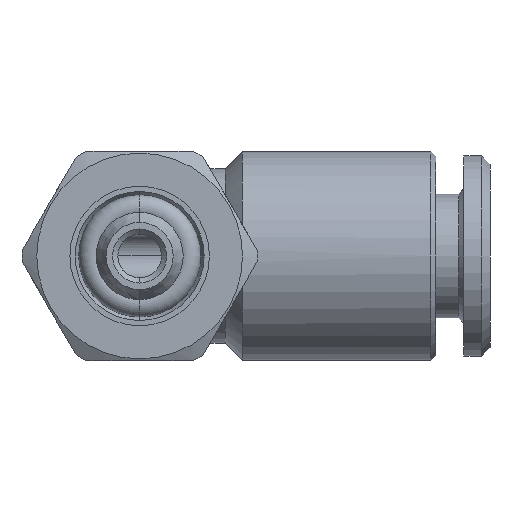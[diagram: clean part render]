
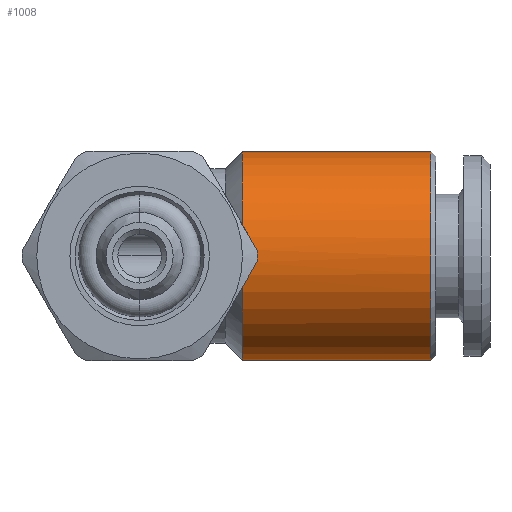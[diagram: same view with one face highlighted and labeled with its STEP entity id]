
A CAD part, front view. The second image highlights one B-rep face of the part: STEP entity #1008.
In plain terms, the highlighted cylindrical face has radius 6 mm (diameter 12 mm), a partial arc.
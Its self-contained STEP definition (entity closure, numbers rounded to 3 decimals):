
#538 = VERTEX_POINT ( 'NONE', #1892 ) ;
#539 = EDGE_CURVE ( 'NONE', #538, #714, #1947, .T. ) ;
#623 = EDGE_CURVE ( 'NONE', #717, #723, #2113, .T. ) ;
#705 = VERTEX_POINT ( 'NONE', #2274 ) ;
#711 = EDGE_CURVE ( 'NONE', #716, #705, #2288, .T. ) ;
#713 = EDGE_CURVE ( 'NONE', #705, #714, #2319, .T. ) ;
#714 = VERTEX_POINT ( 'NONE', #2320 ) ;
#716 = VERTEX_POINT ( 'NONE', #2260 ) ;
#717 = VERTEX_POINT ( 'NONE', #2259 ) ;
#723 = VERTEX_POINT ( 'NONE', #2248 ) ;
#927 = ORIENTED_EDGE ( 'NONE', *, *, #711, .F. ) ;
#951 = EDGE_CURVE ( 'NONE', #716, #717, #2661, .T. ) ;
#952 = ORIENTED_EDGE ( 'NONE', *, *, #623, .T. ) ;
#953 = ORIENTED_EDGE ( 'NONE', *, *, #976, .F. ) ;
#976 = EDGE_CURVE ( 'NONE', #538, #723, #2691, .T. ) ;
#977 = ORIENTED_EDGE ( 'NONE', *, *, #539, .T. ) ;
#978 = ORIENTED_EDGE ( 'NONE', *, *, #713, .F. ) ;
#980 = EDGE_LOOP ( 'NONE', ( #927, #1014, #952, #953, #977, #978 ) ) ;
#1008 = ADVANCED_FACE ( 'NONE', ( #3308 ), #3294, .T. ) ;
#1014 = ORIENTED_EDGE ( 'NONE', *, *, #951, .T. ) ;
#1892 = CARTESIAN_POINT ( 'NONE',  ( 5.9, -5.9, 1.091 ) ) ;
#1894 = CARTESIAN_POINT ( 'NONE',  ( 5.9, -5.9, -1.091 ) ) ;
#1895 = CARTESIAN_POINT ( 'NONE',  ( 6.034, -6.034, -0.368 ) ) ;
#1944 = CARTESIAN_POINT ( 'NONE',  ( 6.034, -6.034, 0.368 ) ) ;
#1945 = CARTESIAN_POINT ( 'NONE',  ( 5.9, -5.9, 1.091 ) ) ;
#1947 =( BOUNDED_CURVE ( )  B_SPLINE_CURVE ( 3, ( #1945, #1944, #1895, #1894 ),
 .UNSPECIFIED., .F., .T. ) 
 B_SPLINE_CURVE_WITH_KNOTS ( ( 4, 4 ),
 ( 6.1, 6.466 ),
 .UNSPECIFIED. ) 
 CURVE ( )  GEOMETRIC_REPRESENTATION_ITEM ( )  RATIONAL_B_SPLINE_CURVE ( ( 1., 0.989, 0.989, 1. ) ) 
 REPRESENTATION_ITEM ( '' )  );
#2113 = LINE ( 'NONE', #2146, #2129 ) ;
#2128 = DIRECTION ( 'NONE',  ( -1., 0., 0. ) ) ;
#2129 = VECTOR ( 'NONE', #2128, 1000. ) ;
#2146 = CARTESIAN_POINT ( 'NONE',  ( -3.45, 0., 6. ) ) ;
#2248 = CARTESIAN_POINT ( 'NONE',  ( 5.9, 0., 6. ) ) ;
#2259 = CARTESIAN_POINT ( 'NONE',  ( 16.7, 0., 6. ) ) ;
#2260 = CARTESIAN_POINT ( 'NONE',  ( 16.7, 0., -6. ) ) ;
#2274 = CARTESIAN_POINT ( 'NONE',  ( 5.9, 0., -6. ) ) ;
#2286 = DIRECTION ( 'NONE',  ( -1., 0., 0. ) ) ;
#2287 = CARTESIAN_POINT ( 'NONE',  ( -3.45, 0., -6. ) ) ;
#2288 = LINE ( 'NONE', #2287, #2321 ) ;
#2312 = DIRECTION ( 'NONE',  ( 0., 0., 1. ) ) ;
#2313 = DIRECTION ( 'NONE',  ( -1., 0., 0. ) ) ;
#2317 = CARTESIAN_POINT ( 'NONE',  ( 5.9, 0., 0. ) ) ;
#2318 = AXIS2_PLACEMENT_3D ( 'NONE', #2317, #2313, #2312 ) ;
#2319 = CIRCLE ( 'NONE', #2318, 6. ) ;
#2320 = CARTESIAN_POINT ( 'NONE',  ( 5.9, -5.9, -1.091 ) ) ;
#2321 = VECTOR ( 'NONE', #2286, 1000. ) ;
#2595 = DIRECTION ( 'NONE',  ( 0., 0., 1. ) ) ;
#2596 = DIRECTION ( 'NONE',  ( -1., 0., 0. ) ) ;
#2597 = CARTESIAN_POINT ( 'NONE',  ( 16.7, 0., 0. ) ) ;
#2658 = AXIS2_PLACEMENT_3D ( 'NONE', #2597, #2596, #2595 ) ;
#2661 = CIRCLE ( 'NONE', #2658, 6. ) ;
#2687 = DIRECTION ( 'NONE',  ( 0., 0., 1. ) ) ;
#2688 = DIRECTION ( 'NONE',  ( -1., 0., 0. ) ) ;
#2689 = CARTESIAN_POINT ( 'NONE',  ( 5.9, 0., 0. ) ) ;
#2690 = AXIS2_PLACEMENT_3D ( 'NONE', #2689, #2688, #2687 ) ;
#2691 = CIRCLE ( 'NONE', #2690, 6. ) ;
#3293 = CARTESIAN_POINT ( 'NONE',  ( -3.45, 0., 0. ) ) ;
#3294 = CYLINDRICAL_SURFACE ( 'NONE', #3340, 6. ) ;
#3308 = FACE_OUTER_BOUND ( 'NONE', #980, .T. ) ;
#3327 = DIRECTION ( 'NONE',  ( 0., 0., 1. ) ) ;
#3339 = DIRECTION ( 'NONE',  ( -1., 0., 0. ) ) ;
#3340 = AXIS2_PLACEMENT_3D ( 'NONE', #3293, #3339, #3327 ) ;
